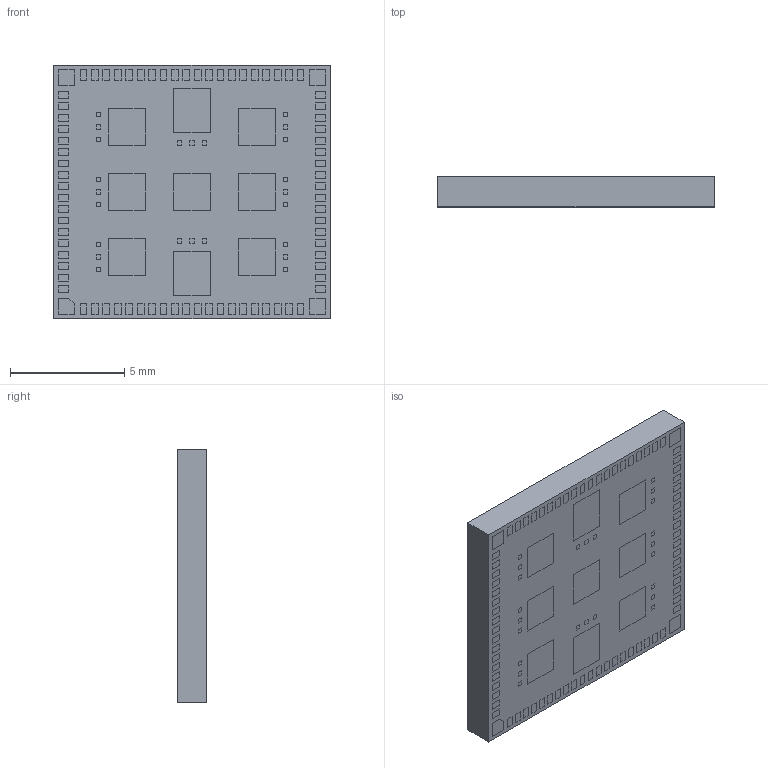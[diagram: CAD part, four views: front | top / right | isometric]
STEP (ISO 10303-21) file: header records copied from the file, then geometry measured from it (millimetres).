
FILE_DESCRIPTION (( 'STEP AP214' ), '1' );
FILE_NAME ('NRF9151-LACA-R.STEP', '2025-02-27T15:17:15', ( 'LENOVO' ), ( '' ), 'SwSTEP 2.0', 'SolidWorks 2021', '' );
FILE_SCHEMA (( 'AUTOMOTIVE_DESIGN' ));
Length unit declared in the file: millimetre
Products named in the file (1): NRF9151-LACA-R
Bounding box: 12.1 x 1.3 x 11.1 mm (x, y, z)
Volume: 174.6 mm3; surface area: 506.1 mm2
Topology: 115 solids, 115 shells, 1258 faces, 2742 edges, 1828 vertices
Faces by surface type: plane 1254, cylinder 4
Entity records: 34685 total; most frequent: CARTESIAN_POINT 5829, ORIENTED_EDGE 5484, DIRECTION 5268, EDGE_CURVE 2742, LINE 2734, VECTOR 2734, VERTEX_POINT 1828, EDGE_LOOP 1372
